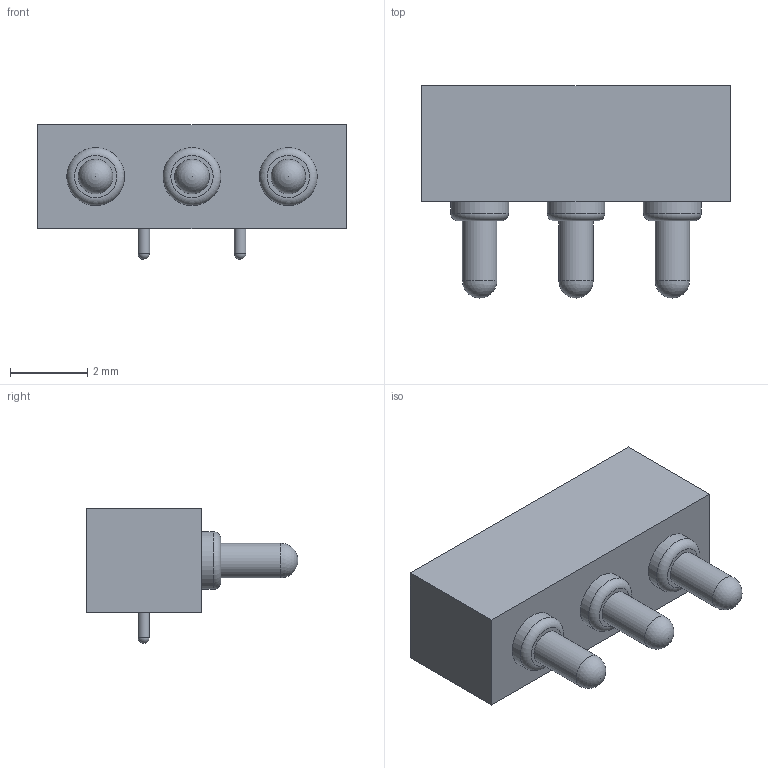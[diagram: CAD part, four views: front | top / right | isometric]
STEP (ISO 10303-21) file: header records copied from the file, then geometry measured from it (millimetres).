
FILE_DESCRIPTION(/* description */ (''),/* implementation_level */ '2;1');
FILE_NAME(/* name */ 'pogo v1.step',/* time_stamp */ '2025-04-19T02:53:26+10:00',/* author */ (''),/* organization */ (''),/* preprocessor_version */ 'ST-DEVELOPER v20.1',/* originating_system */ 'Autodesk Translation Framework v14.4.0.0',/* authorisation */ '');
FILE_SCHEMA (('AUTOMOTIVE_DESIGN { 1 0 10303 214 3 1 1 }'));
Length unit declared in the file: millimetre
Products named in the file (1): pogo
Bounding box: 8 x 5.5 x 3.5 mm (x, y, z)
Volume: 71 mm3; surface area: 244.2 mm2
Topology: 10 solids, 10 shells, 61 faces, 130 edges, 86 vertices
Faces by surface type: plane 45, cylinder 8, sphere 5, torus 3
Full cylindrical faces by diameter (mm): 0.3 x2, 0.9 x3, 1.5 x3
Entity records: 1654 total; most frequent: DIRECTION 282, CARTESIAN_POINT 273, ORIENTED_EDGE 250, EDGE_CURVE 125, AXIS2_PLACEMENT_3D 95, LINE 92, VECTOR 92, VERTEX_POINT 86
